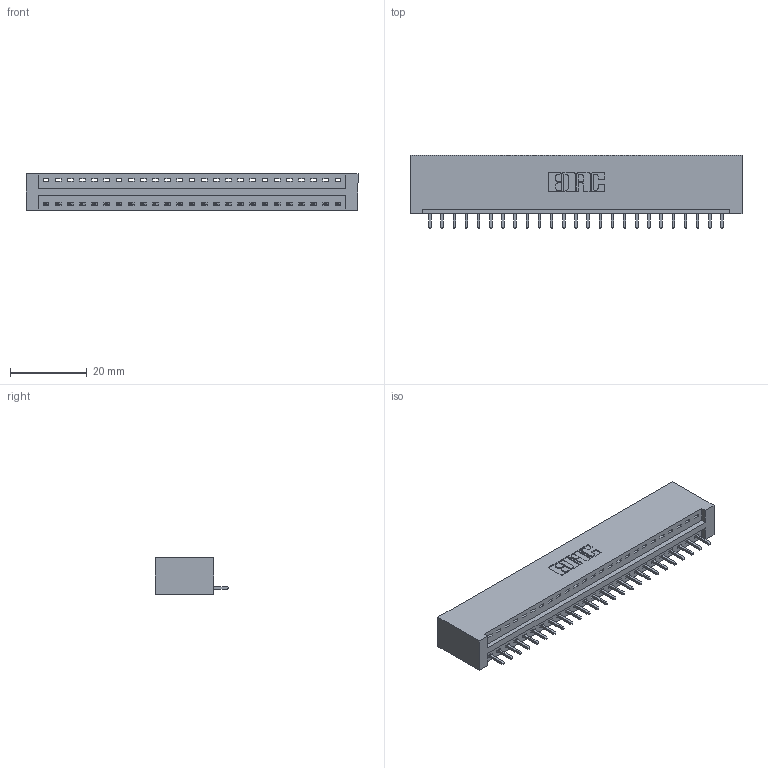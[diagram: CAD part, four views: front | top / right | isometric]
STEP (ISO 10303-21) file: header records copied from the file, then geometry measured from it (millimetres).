
FILE_DESCRIPTION (( 'STEP AP203' ), '1' );
FILE_NAME ('346-025-521-101.STEP', '2018-08-21T11:16:02', ( '' ), ( '' ), 'SwSTEP 2.0', 'SolidWorks 2016', '' );
FILE_SCHEMA (( 'CONFIG_CONTROL_DESIGN' ));
Length unit declared in the file: inch
Products named in the file (3): 346 Part_No Mounting Lugs; 345-292-001_345-293-121; 346-025-521-101
Assembly tree (26 placements, depth 2):
  346-025-521-101
    346 Part_No Mounting Lugs
    345-292-001_345-293-121  x25
Bounding box: 86.61 x 19.05 x 9.4 mm (x, y, z)
Volume: 8652 mm3; surface area: 10422.7 mm2
Topology: 26 solids, 26 shells, 1564 faces, 4705 edges, 3102 vertices
Faces by surface type: plane 1072, cylinder 492
Entity records: 17545 total; most frequent: CARTESIAN_POINT 3019, ORIENTED_EDGE 2978, DIRECTION 2679, EDGE_CURVE 1489, LINE 1265, VECTOR 1265, VERTEX_POINT 990, AXIS2_PLACEMENT_3D 707
